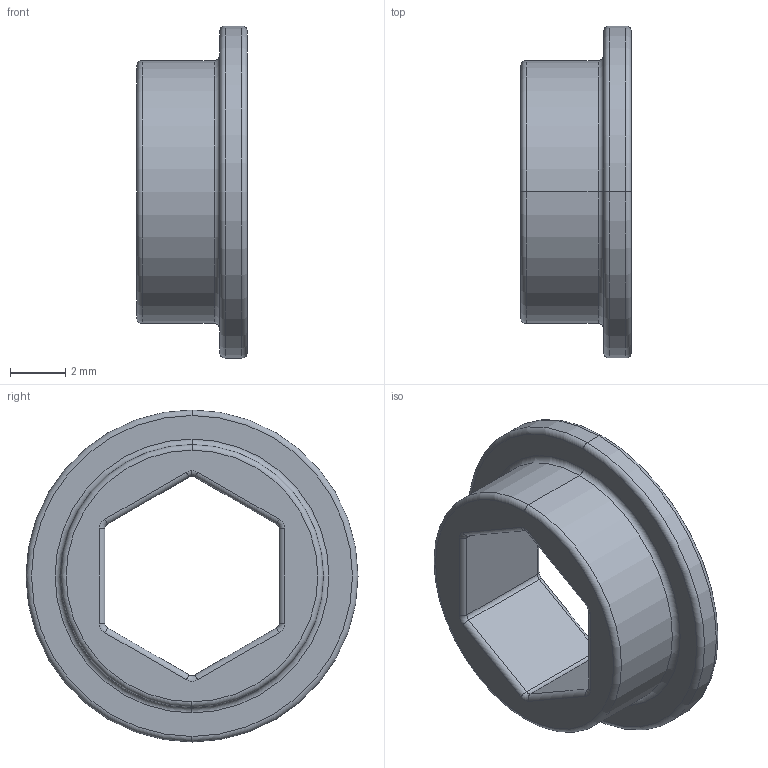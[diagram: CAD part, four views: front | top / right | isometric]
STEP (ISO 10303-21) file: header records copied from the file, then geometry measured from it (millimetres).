
FILE_DESCRIPTION (( 'STEP AP214' ), '1' );
FILE_NAME ('Bearing_Spacer_Hex.STEP', '2024-06-21T05:45:17', ( '' ), ( '' ), 'SwSTEP 2.0', 'SolidWorks 2024', '' );
FILE_SCHEMA (( 'AUTOMOTIVE_DESIGN' ));
Length unit declared in the file: millimetre
Products named in the file (1): Bearing_Spacer_Hex
Bounding box: 4 x 12 x 12 mm (x, y, z)
Volume: 187.3 mm3; surface area: 356.2 mm2
Topology: 1 solids, 1 shells, 54 faces, 120 edges, 69 vertices
Faces by surface type: cylinder 23, torus 22, plane 9
Entity records: 1526 total; most frequent: DIRECTION 309, CARTESIAN_POINT 244, ORIENTED_EDGE 240, AXIS2_PLACEMENT_3D 134, EDGE_CURVE 120, CIRCLE 79, VERTEX_POINT 69, EDGE_LOOP 57
